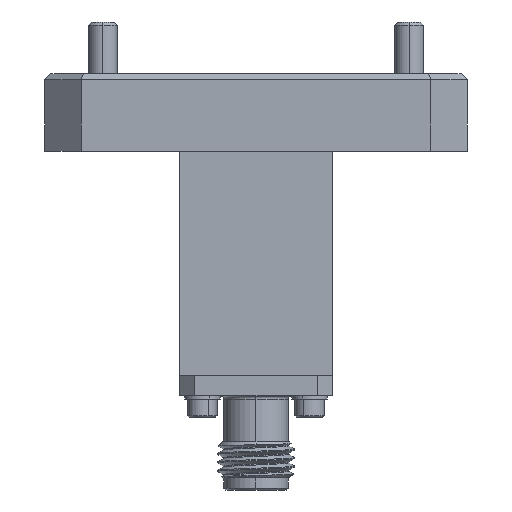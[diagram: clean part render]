
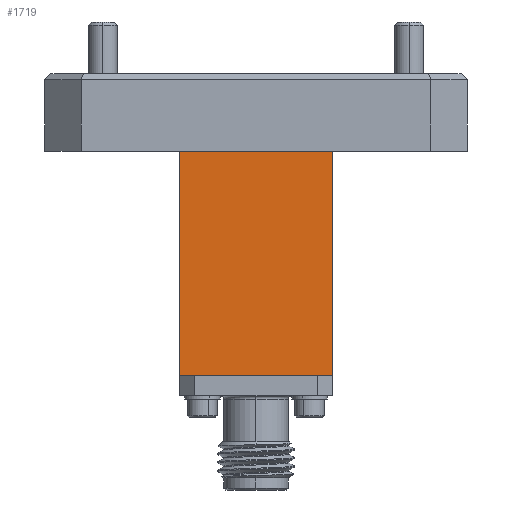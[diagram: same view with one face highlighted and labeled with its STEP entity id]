
A CAD part, left-side view. The second image highlights one B-rep face of the part: STEP entity #1719.
In plain terms, the highlighted planar face has unit normal (-1, 0, 0).
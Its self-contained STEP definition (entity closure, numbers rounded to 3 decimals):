
#246 = VERTEX_POINT ( 'NONE', #16715 ) ;
#391 = CARTESIAN_POINT ( 'NONE',  ( -10.5, 6.35, -25. ) ) ;
#447 = LINE ( 'NONE', #1630, #12530 ) ;
#648 = DIRECTION ( 'NONE',  ( 0., 0., 1. ) ) ;
#1206 = LINE ( 'NONE', #3144, #16481 ) ;
#1557 = LINE ( 'NONE', #18797, #17338 ) ;
#1630 = CARTESIAN_POINT ( 'NONE',  ( -10.5, -6.35, -25. ) ) ;
#1719 = ADVANCED_FACE ( 'NONE', ( #13445 ), #19258, .F. ) ;
#3022 = VERTEX_POINT ( 'NONE', #391 ) ;
#3144 = CARTESIAN_POINT ( 'NONE',  ( -10.5, 6.35, -25. ) ) ;
#3825 = DIRECTION ( 'NONE',  ( 1., 0., 0. ) ) ;
#4404 = DIRECTION ( 'NONE',  ( 0., 1., 0. ) ) ;
#7051 = DIRECTION ( 'NONE',  ( 0., 0., -1. ) ) ;
#8652 = ORIENTED_EDGE ( 'NONE', *, *, #15877, .F. ) ;
#9224 = ORIENTED_EDGE ( 'NONE', *, *, #10550, .F. ) ;
#9590 = CARTESIAN_POINT ( 'NONE',  ( -10.5, 6.35, -6.4 ) ) ;
#9803 = CARTESIAN_POINT ( 'NONE',  ( -10.5, -6.35, -25. ) ) ;
#10370 = VECTOR ( 'NONE', #12859, 1000. ) ;
#10550 = EDGE_CURVE ( 'NONE', #3022, #17361, #1206, .T. ) ;
#10821 = EDGE_CURVE ( 'NONE', #246, #12591, #447, .T. ) ;
#11717 = EDGE_LOOP ( 'NONE', ( #19590, #9224, #8652, #19522 ) ) ;
#12530 = VECTOR ( 'NONE', #648, 1000. ) ;
#12591 = VERTEX_POINT ( 'NONE', #15553 ) ;
#12859 = DIRECTION ( 'NONE',  ( 0., 1., 0. ) ) ;
#13445 = FACE_OUTER_BOUND ( 'NONE', #11717, .T. ) ;
#14362 = CARTESIAN_POINT ( 'NONE',  ( -10.5, -6.35, -6.4 ) ) ;
#15553 = CARTESIAN_POINT ( 'NONE',  ( -10.5, -6.35, -6.4 ) ) ;
#15732 = DIRECTION ( 'NONE',  ( 0., 0., 1. ) ) ;
#15877 = EDGE_CURVE ( 'NONE', #246, #3022, #1557, .T. ) ;
#16481 = VECTOR ( 'NONE', #15732, 1000. ) ;
#16715 = CARTESIAN_POINT ( 'NONE',  ( -10.5, -6.35, -25. ) ) ;
#17085 = EDGE_CURVE ( 'NONE', #12591, #17361, #19770, .T. ) ;
#17240 = AXIS2_PLACEMENT_3D ( 'NONE', #9803, #3825, #7051 ) ;
#17338 = VECTOR ( 'NONE', #4404, 1000. ) ;
#17361 = VERTEX_POINT ( 'NONE', #9590 ) ;
#18797 = CARTESIAN_POINT ( 'NONE',  ( -10.5, -6.35, -25. ) ) ;
#19258 = PLANE ( 'NONE',  #17240 ) ;
#19522 = ORIENTED_EDGE ( 'NONE', *, *, #10821, .T. ) ;
#19590 = ORIENTED_EDGE ( 'NONE', *, *, #17085, .T. ) ;
#19770 = LINE ( 'NONE', #14362, #10370 ) ;
